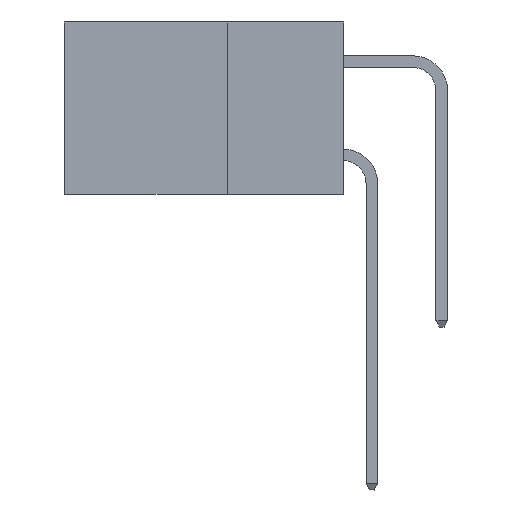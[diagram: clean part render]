
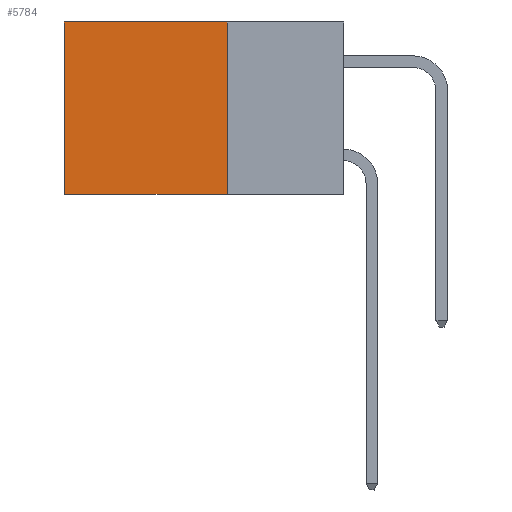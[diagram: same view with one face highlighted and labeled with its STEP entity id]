
A CAD part, left-side view. The second image highlights one B-rep face of the part: STEP entity #5784.
In plain terms, the highlighted planar face has unit normal (-1, 0, 0).
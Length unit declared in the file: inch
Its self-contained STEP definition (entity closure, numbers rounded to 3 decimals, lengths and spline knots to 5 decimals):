
#426 = PLANE ( 'NONE',  #14167 ) ;
#756 = CARTESIAN_POINT ( 'NONE',  ( 0.298, 0.6, 0. ) ) ;
#1374 = EDGE_CURVE ( 'NONE', #6922, #2583, #16484, .T. ) ;
#2172 = LINE ( 'NONE', #11647, #4153 ) ;
#2583 = VERTEX_POINT ( 'NONE', #10661 ) ;
#2596 = ORIENTED_EDGE ( 'NONE', *, *, #12969, .F. ) ;
#2817 = FACE_OUTER_BOUND ( 'NONE', #12477, .T. ) ;
#3228 = DIRECTION ( 'NONE',  ( 1., 0., 0. ) ) ;
#3410 = ORIENTED_EDGE ( 'NONE', *, *, #1374, .T. ) ;
#3741 = CARTESIAN_POINT ( 'NONE',  ( 0.298, 0.6, 0. ) ) ;
#3758 = DIRECTION ( 'NONE',  ( 0., 1., 0. ) ) ;
#4153 = VECTOR ( 'NONE', #10262, 39.37008 ) ;
#5347 = VECTOR ( 'NONE', #16151, 39.37008 ) ;
#5784 = ADVANCED_FACE ( 'NONE', ( #2817 ), #426, .F. ) ;
#6531 = VERTEX_POINT ( 'NONE', #13520 ) ;
#6922 = VERTEX_POINT ( 'NONE', #3741 ) ;
#6941 = LINE ( 'NONE', #17924, #10442 ) ;
#7692 = CARTESIAN_POINT ( 'NONE',  ( 0.298, 0.25, 0. ) ) ;
#7941 = ORIENTED_EDGE ( 'NONE', *, *, #8021, .T. ) ;
#8021 = EDGE_CURVE ( 'NONE', #12892, #6922, #18027, .T. ) ;
#9804 = ORIENTED_EDGE ( 'NONE', *, *, #10789, .F. ) ;
#10229 = DIRECTION ( 'NONE',  ( 0., 0., -1. ) ) ;
#10262 = DIRECTION ( 'NONE',  ( 0., 1., 0. ) ) ;
#10442 = VECTOR ( 'NONE', #16640, 39.37008 ) ;
#10661 = CARTESIAN_POINT ( 'NONE',  ( 0.298, 0.6, -0.37 ) ) ;
#10789 = EDGE_CURVE ( 'NONE', #6531, #2583, #2172, .T. ) ;
#11647 = CARTESIAN_POINT ( 'NONE',  ( 0.298, 0.25, -0.37 ) ) ;
#12477 = EDGE_LOOP ( 'NONE', ( #3410, #9804, #2596, #7941 ) ) ;
#12767 = VECTOR ( 'NONE', #3758, 39.37008 ) ;
#12892 = VERTEX_POINT ( 'NONE', #7692 ) ;
#12969 = EDGE_CURVE ( 'NONE', #12892, #6531, #6941, .T. ) ;
#13520 = CARTESIAN_POINT ( 'NONE',  ( 0.298, 0.25, -0.37 ) ) ;
#14167 = AXIS2_PLACEMENT_3D ( 'NONE', #14452, #3228, #10229 ) ;
#14452 = CARTESIAN_POINT ( 'NONE',  ( 0.298, 0.25, 0. ) ) ;
#16151 = DIRECTION ( 'NONE',  ( 0., 0., -1. ) ) ;
#16265 = CARTESIAN_POINT ( 'NONE',  ( 0.298, 0.25, 0. ) ) ;
#16484 = LINE ( 'NONE', #756, #5347 ) ;
#16640 = DIRECTION ( 'NONE',  ( 0., 0., -1. ) ) ;
#17924 = CARTESIAN_POINT ( 'NONE',  ( 0.298, 0.25, 0. ) ) ;
#18027 = LINE ( 'NONE', #16265, #12767 ) ;
